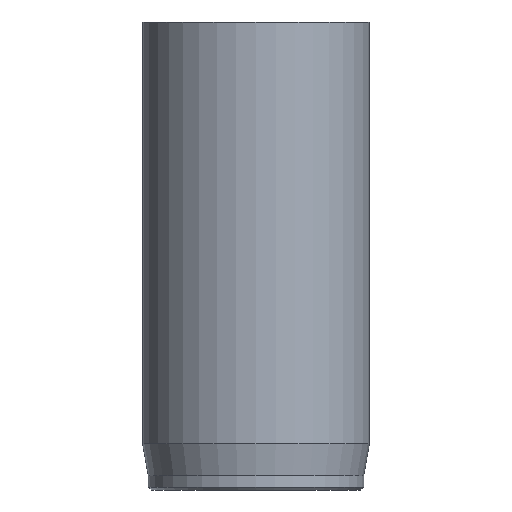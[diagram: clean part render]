
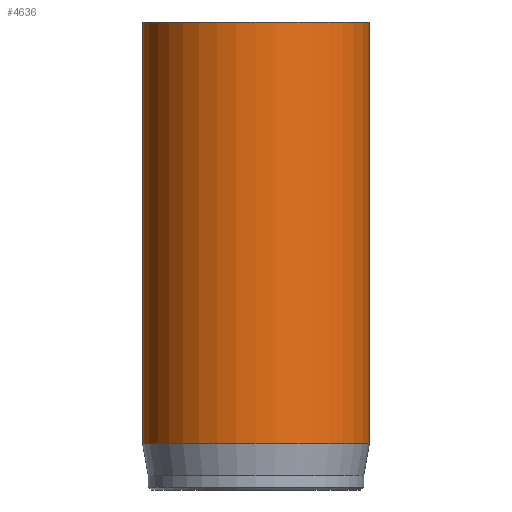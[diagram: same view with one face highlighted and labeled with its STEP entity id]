
A CAD part, front view. The second image highlights one B-rep face of the part: STEP entity #4636.
In plain terms, the highlighted cylindrical face has radius 8 mm (diameter 16 mm), a full revolution.
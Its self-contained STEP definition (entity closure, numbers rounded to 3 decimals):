
#32=CYLINDRICAL_SURFACE('',#4811,8.);
#48=CIRCLE('',#4781,8.);
#64=CIRCLE('',#4809,8.);
#65=CIRCLE('',#4810,8.);
#420=FACE_OUTER_BOUND('',#697,.T.);
#697=EDGE_LOOP('',(#4136,#4137,#4138,#4139,#4140));
#1030=LINE('',#8821,#1371);
#1371=VECTOR('',#5362,8.);
#2123=VERTEX_POINT('',#8763);
#2139=VERTEX_POINT('',#8815);
#2140=VERTEX_POINT('',#8816);
#2786=EDGE_CURVE('',#2123,#2123,#48,.T.);
#2810=EDGE_CURVE('',#2139,#2140,#64,.T.);
#2811=EDGE_CURVE('',#2140,#2139,#65,.T.);
#2813=EDGE_CURVE('',#2123,#2139,#1030,.T.);
#4136=ORIENTED_EDGE('',*,*,#2786,.T.);
#4137=ORIENTED_EDGE('',*,*,#2813,.T.);
#4138=ORIENTED_EDGE('',*,*,#2810,.T.);
#4139=ORIENTED_EDGE('',*,*,#2811,.T.);
#4140=ORIENTED_EDGE('',*,*,#2813,.F.);
#4636=ADVANCED_FACE('',(#420),#32,.T.);
#4781=AXIS2_PLACEMENT_3D('',#8764,#5291,#5292);
#4809=AXIS2_PLACEMENT_3D('',#8817,#5355,#5356);
#4810=AXIS2_PLACEMENT_3D('',#8818,#5357,#5358);
#4811=AXIS2_PLACEMENT_3D('',#8820,#5360,#5361);
#5291=DIRECTION('center_axis',(0.,0.,-1.));
#5292=DIRECTION('ref_axis',(-1.,0.,0.));
#5355=DIRECTION('center_axis',(0.,0.,1.));
#5356=DIRECTION('ref_axis',(-1.,0.,0.));
#5357=DIRECTION('center_axis',(0.,0.,1.));
#5358=DIRECTION('ref_axis',(-1.,0.,0.));
#5360=DIRECTION('center_axis',(0.,0.,1.));
#5361=DIRECTION('ref_axis',(-1.,0.,0.));
#5362=DIRECTION('',(0.,0.,-1.));
#8763=CARTESIAN_POINT('',(8.,0.,33.));
#8764=CARTESIAN_POINT('Origin',(0.,0.,33.));
#8815=CARTESIAN_POINT('',(8.,0.,3.269));
#8816=CARTESIAN_POINT('',(-8.,0.,3.269));
#8817=CARTESIAN_POINT('Origin',(0.,0.,3.269));
#8818=CARTESIAN_POINT('Origin',(0.,0.,3.269));
#8820=CARTESIAN_POINT('Origin',(0.,0.,0.));
#8821=CARTESIAN_POINT('',(8.,0.,0.));
